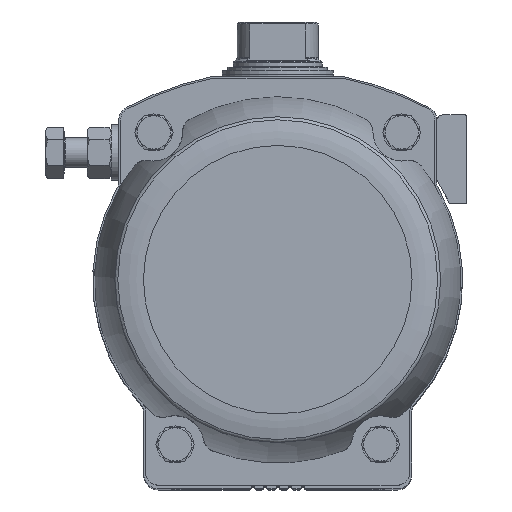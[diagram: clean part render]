
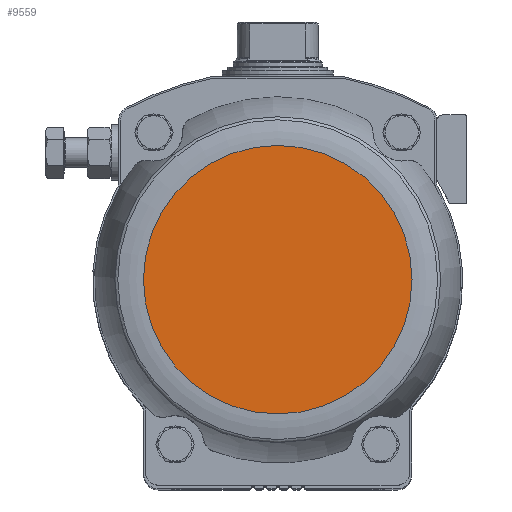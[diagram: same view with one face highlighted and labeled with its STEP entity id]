
A CAD part, top view. The second image highlights one B-rep face of the part: STEP entity #9559.
In plain terms, the highlighted planar face has unit normal (0, 0, 1).
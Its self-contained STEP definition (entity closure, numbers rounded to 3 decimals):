
#362=PLANE('',#10545);
#3183=ORIENTED_EDGE('',*,*,#5322,.T.);
#5322=EDGE_CURVE('',#6523,#6523,#7221,.T.);
#6523=VERTEX_POINT('',#16094);
#7221=CIRCLE('',#10544,72.59);
#7829=EDGE_LOOP('',(#3183));
#8664=FACE_BOUND('',#7829,.T.);
#9559=ADVANCED_FACE('',(#8664),#362,.F.);
#10544=AXIS2_PLACEMENT_3D('',#16093,#12586,#12587);
#10545=AXIS2_PLACEMENT_3D('',#16095,#12588,#12589);
#12586=DIRECTION('',(0.,0.,1.));
#12587=DIRECTION('',(1.,0.,0.));
#12588=DIRECTION('',(0.,0.,-1.));
#12589=DIRECTION('',(-1.,0.,0.));
#16093=CARTESIAN_POINT('',(0.,0.,234.8));
#16094=CARTESIAN_POINT('',(72.59,0.,234.8));
#16095=CARTESIAN_POINT('',(72.59,0.,234.8));
